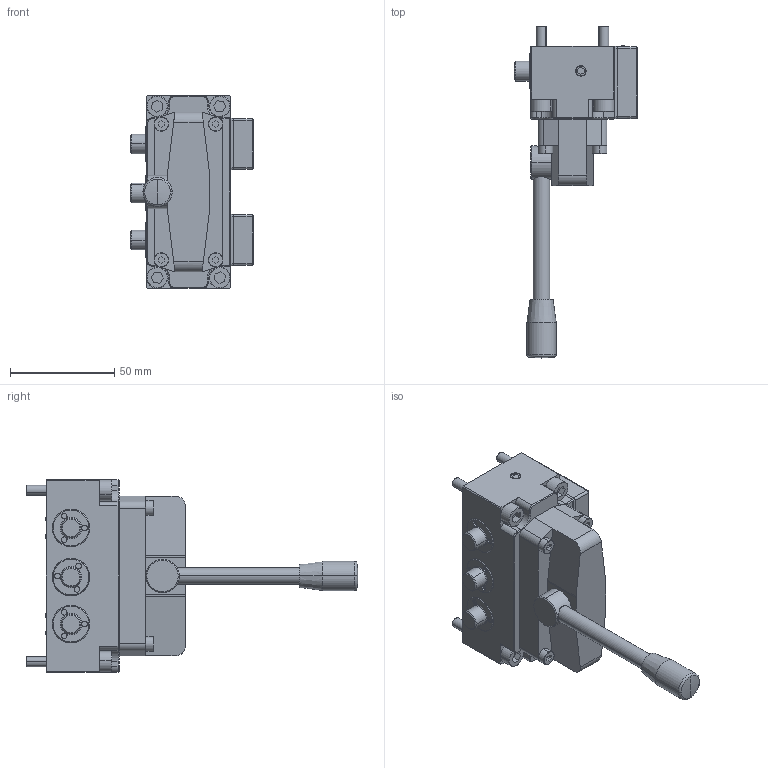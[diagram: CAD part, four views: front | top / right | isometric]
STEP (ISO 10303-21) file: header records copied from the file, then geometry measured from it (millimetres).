
FILE_DESCRIPTION (( 'STEP AP214' ), '1' );
FILE_NAME ('WVM-4B-3_3-HF-HR.STEP', '2020-03-30T14:19:20', ( 'admin' ), ( '' ), 'SwSTEP 2.0', 'SolidWorks 2018', '' );
FILE_SCHEMA (( 'AUTOMOTIVE_DESIGN' ));
Length unit declared in the file: millimetre
Products named in the file (1): WVM-4B-3_3-HF-HR
Bounding box: 59.05 x 158.8 x 92 mm (x, y, z)
Volume: 210634.5 mm3; surface area: 36959.2 mm2
Topology: 5 solids, 18 shells, 1205 faces, 2937 edges, 1893 vertices
Faces by surface type: plane 763, cylinder 201, bspline 138, cone 61, torus 40, sphere 2
Entity records: 51303 total; most frequent: CARTESIAN_POINT 10786, ORIENTED_EDGE 5874, DIRECTION 5262, EDGE_CURVE 2937, VECTOR 2116, LINE 2116, VERTEX_POINT 1893, AXIS2_PLACEMENT_3D 1573
